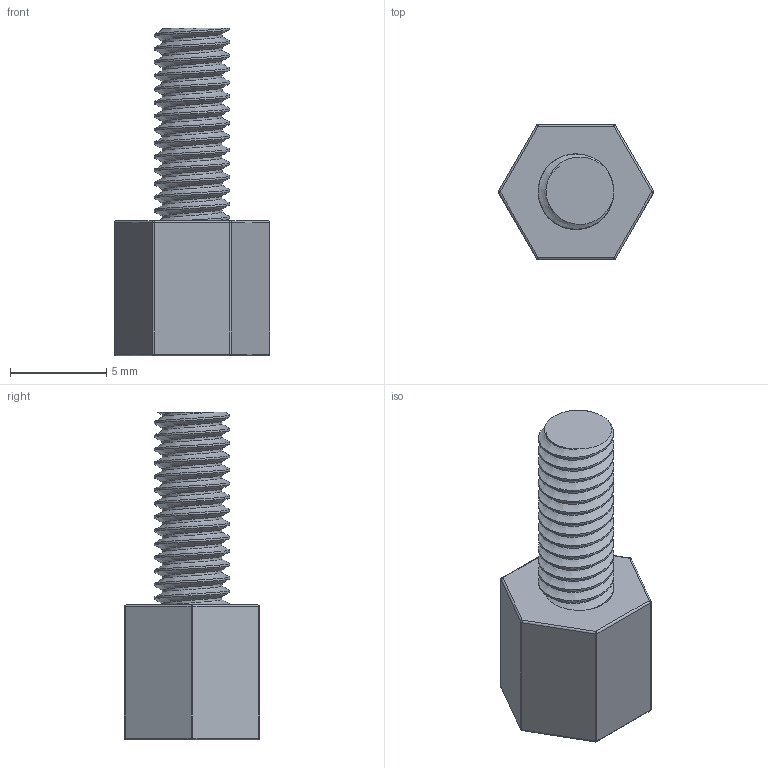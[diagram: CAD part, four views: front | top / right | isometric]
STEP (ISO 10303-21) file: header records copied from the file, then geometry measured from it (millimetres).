
FILE_DESCRIPTION(/* description */ (''),/* implementation_level */ '2;1');
FILE_NAME(/* name */ 'Screw M4.step',/* time_stamp */ '2024-09-20T11:26:52+02:00',/* author */ (''),/* organization */ (''),/* preprocessor_version */ 'ST-DEVELOPER v20',/* originating_system */ 'Autodesk Translation Framework v13.14.0.145',/* authorisation */ '');
FILE_SCHEMA (('AUTOMOTIVE_DESIGN { 1 0 10303 214 3 1 1 }'));
Length unit declared in the file: millimetre
Products named in the file (1): Screw M4
Bounding box: 8.05 x 7 x 17 mm (x, y, z)
Volume: 335.4 mm3; surface area: 538.6 mm2
Topology: 1 solids, 1 shells, 93 faces, 231 edges, 142 vertices
Faces by surface type: cylinder 67, sphere 12, plane 10, bspline 4
Full cylindrical faces by diameter (mm): 3.111 x5, 3.332 x4, 3.908 x10, 4.109 x2
Entity records: 5783 total; most frequent: CARTESIAN_POINT 3727, ORIENTED_EDGE 462, DIRECTION 353, EDGE_CURVE 231, VERTEX_POINT 142, AXIS2_PLACEMENT_3D 136, B_SPLINE_CURVE_WITH_KNOTS 104, EDGE_LOOP 95
